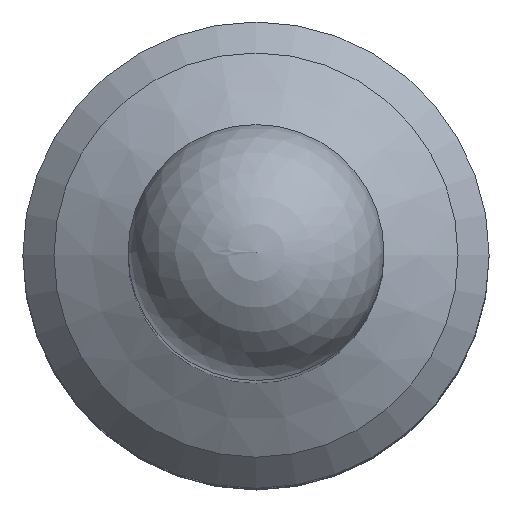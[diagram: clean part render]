
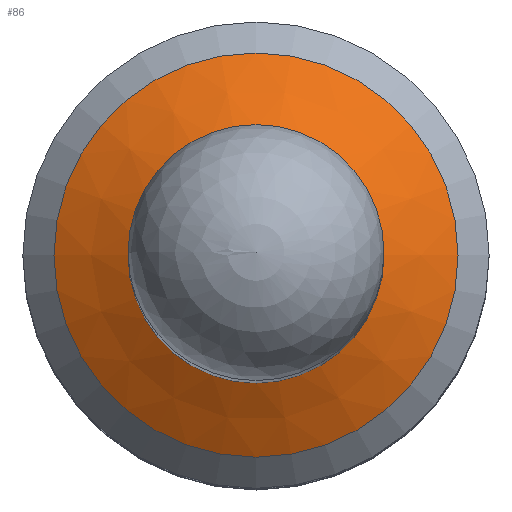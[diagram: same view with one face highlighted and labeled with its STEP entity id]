
A CAD part, top view. The second image highlights one B-rep face of the part: STEP entity #86.
In plain terms, the highlighted conical face has half-angle 60 degrees and reference radius 1.95 mm.
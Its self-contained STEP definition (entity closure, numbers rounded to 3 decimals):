
#60=CONICAL_SURFACE('',#355,1.95,60.);
#86=ADVANCED_FACE('',(#139,#140),#60,.T.);
#108=CIRCLE('',#340,1.235);
#114=CIRCLE('',#353,1.95);
#139=FACE_BOUND('',#176,.T.);
#140=FACE_BOUND('',#177,.T.);
#176=EDGE_LOOP('',(#235));
#177=EDGE_LOOP('',(#236));
#235=ORIENTED_EDGE('',*,*,#290,.T.);
#236=ORIENTED_EDGE('',*,*,#296,.F.);
#262=VERTEX_POINT('',#590);
#268=VERTEX_POINT('',#609);
#290=EDGE_CURVE('',#262,#262,#108,.T.);
#296=EDGE_CURVE('',#268,#268,#114,.T.);
#340=AXIS2_PLACEMENT_3D('',#589,#396,#397);
#353=AXIS2_PLACEMENT_3D('',#608,#422,#423);
#355=AXIS2_PLACEMENT_3D('',#611,#426,#427);
#396=DIRECTION('',(0.,0.,-1.));
#397=DIRECTION('',(-1.,0.,0.));
#422=DIRECTION('',(0.,0.,-1.));
#423=DIRECTION('',(-1.,0.,0.));
#426=DIRECTION('',(0.,0.,-1.));
#427=DIRECTION('',(-1.,0.,0.));
#589=CARTESIAN_POINT('',(0.,0.,9.95));
#590=CARTESIAN_POINT('',(-1.235,0.,9.95));
#608=CARTESIAN_POINT('',(0.,0.,9.537));
#609=CARTESIAN_POINT('',(-1.95,0.,9.537));
#611=CARTESIAN_POINT('',(0.,0.,9.537));
